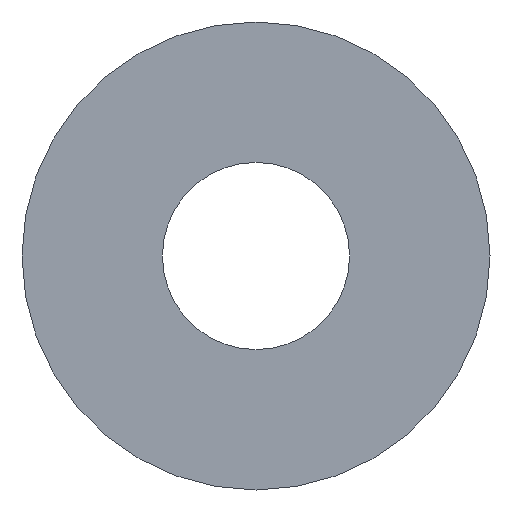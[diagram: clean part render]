
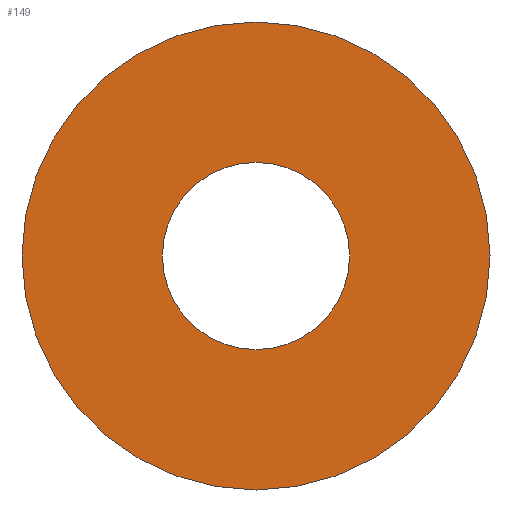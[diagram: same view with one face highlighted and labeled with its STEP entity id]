
A CAD part, front view. The second image highlights one B-rep face of the part: STEP entity #149.
In plain terms, the highlighted planar face has unit normal (0, -1, 0).
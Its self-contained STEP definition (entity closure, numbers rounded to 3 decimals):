
#25 = DIRECTION ( 'NONE',  ( 0., 0., 1. ) ) ;
#26 = DIRECTION ( 'NONE',  ( 0., 1., 0. ) ) ;
#27 = CARTESIAN_POINT ( 'NONE',  ( 0., 0., 0. ) ) ;
#28 = AXIS2_PLACEMENT_3D ( 'NONE', #27, #26, #25 ) ;
#29 = CIRCLE ( 'NONE', #28, 20. ) ;
#30 = DIRECTION ( 'NONE',  ( 0., 0., 1. ) ) ;
#31 = DIRECTION ( 'NONE',  ( 0., 1., 0. ) ) ;
#32 = CARTESIAN_POINT ( 'NONE',  ( 0., 0., 0. ) ) ;
#33 = AXIS2_PLACEMENT_3D ( 'NONE', #32, #31, #30 ) ;
#34 = CIRCLE ( 'NONE', #33, 50. ) ;
#63 = CARTESIAN_POINT ( 'NONE',  ( 0., 0., -50. ) ) ;
#64 = DIRECTION ( 'NONE',  ( 0., 0., 1. ) ) ;
#65 = DIRECTION ( 'NONE',  ( 0., 1., 0. ) ) ;
#66 = CARTESIAN_POINT ( 'NONE',  ( 0., 0., 0. ) ) ;
#67 = AXIS2_PLACEMENT_3D ( 'NONE', #66, #65, #64 ) ;
#68 = CIRCLE ( 'NONE', #67, 50. ) ;
#69 = CARTESIAN_POINT ( 'NONE',  ( 0., 0., 50. ) ) ;
#109 = CARTESIAN_POINT ( 'NONE',  ( 0., 0., -20. ) ) ;
#110 = DIRECTION ( 'NONE',  ( 0., 0., 1. ) ) ;
#111 = DIRECTION ( 'NONE',  ( 0., 1., 0. ) ) ;
#112 = CARTESIAN_POINT ( 'NONE',  ( 0., 0., 0. ) ) ;
#113 = AXIS2_PLACEMENT_3D ( 'NONE', #112, #111, #110 ) ;
#114 = CIRCLE ( 'NONE', #113, 20. ) ;
#123 = EDGE_CURVE ( 'NONE', #124, #148, #114, .T. ) ;
#124 = VERTEX_POINT ( 'NONE', #109 ) ;
#135 = VERTEX_POINT ( 'NONE', #69 ) ;
#137 = EDGE_CURVE ( 'NONE', #135, #138, #68, .T. ) ;
#138 = VERTEX_POINT ( 'NONE', #63 ) ;
#148 = VERTEX_POINT ( 'NONE', #171 ) ;
#149 = ADVANCED_FACE ( 'NONE', ( #170, #169 ), #168, .F. ) ;
#150 = ORIENTED_EDGE ( 'NONE', *, *, #151, .F. ) ;
#151 = EDGE_CURVE ( 'NONE', #138, #135, #34, .T. ) ;
#152 = ORIENTED_EDGE ( 'NONE', *, *, #137, .F. ) ;
#153 = EDGE_LOOP ( 'NONE', ( #154, #155 ) ) ;
#154 = ORIENTED_EDGE ( 'NONE', *, *, #123, .T. ) ;
#155 = ORIENTED_EDGE ( 'NONE', *, *, #156, .T. ) ;
#156 = EDGE_CURVE ( 'NONE', #148, #124, #29, .T. ) ;
#164 = DIRECTION ( 'NONE',  ( 0., 0., 1. ) ) ;
#165 = DIRECTION ( 'NONE',  ( 0., 1., 0. ) ) ;
#166 = CARTESIAN_POINT ( 'NONE',  ( 0., 0., 0. ) ) ;
#167 = AXIS2_PLACEMENT_3D ( 'NONE', #166, #165, #164 ) ;
#168 = PLANE ( 'NONE',  #167 ) ;
#169 = FACE_BOUND ( 'NONE', #153, .T. ) ;
#170 = FACE_OUTER_BOUND ( 'NONE', #192, .T. ) ;
#171 = CARTESIAN_POINT ( 'NONE',  ( 0., 0., 20. ) ) ;
#192 = EDGE_LOOP ( 'NONE', ( #150, #152 ) ) ;
